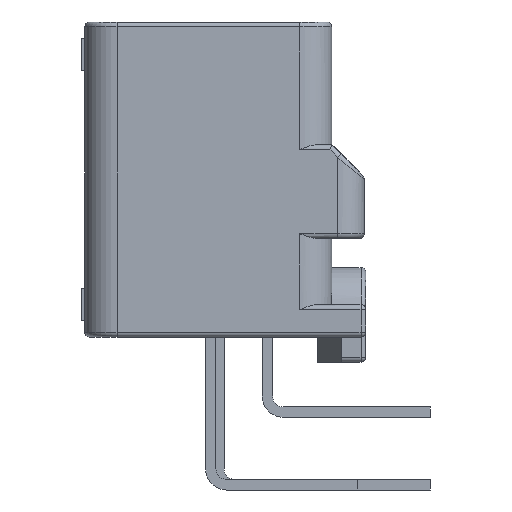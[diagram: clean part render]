
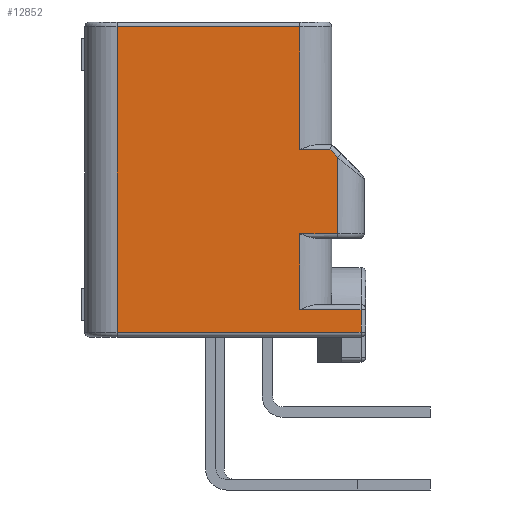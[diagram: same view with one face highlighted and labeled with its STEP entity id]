
A CAD part, left-side view. The second image highlights one B-rep face of the part: STEP entity #12852.
In plain terms, the highlighted planar face has unit normal (-1, 0, 0).
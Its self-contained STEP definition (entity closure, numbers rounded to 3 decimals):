
#493=DIRECTION('',(0.,0.,1.));
#494=VECTOR('',#493,4.726);
#495=CARTESIAN_POINT('',(-21.25,-7.35,-13.1));
#496=LINE('',#495,#494);
#497=DIRECTION('',(0.,-1.,0.));
#498=VECTOR('',#497,2.35);
#499=CARTESIAN_POINT('',(-21.25,-5.,-13.1));
#500=LINE('',#499,#498);
#501=DIRECTION('',(0.,0.,1.));
#502=VECTOR('',#501,4.7);
#503=CARTESIAN_POINT('',(-21.25,-5.,-17.8));
#504=LINE('',#503,#502);
#505=DIRECTION('',(0.,-1.,0.));
#506=VECTOR('',#505,3.8);
#507=CARTESIAN_POINT('',(-21.25,-5.,-17.8));
#508=LINE('',#507,#506);
#509=DIRECTION('',(0.,0.,-1.));
#510=VECTOR('',#509,1.4);
#511=CARTESIAN_POINT('',(-21.25,-8.8,-17.8));
#512=LINE('',#511,#510);
#513=DIRECTION('',(0.,-1.,0.));
#514=VECTOR('',#513,15.1);
#515=CARTESIAN_POINT('',(-21.25,6.3,-19.2));
#516=LINE('',#515,#514);
#517=DIRECTION('',(0.,-1.,0.));
#518=VECTOR('',#517,11.3);
#519=CARTESIAN_POINT('',(-21.25,6.3,-0.3));
#520=LINE('',#519,#518);
#521=DIRECTION('',(0.,1.,0.));
#522=VECTOR('',#521,1.876);
#523=CARTESIAN_POINT('',(-21.25,-6.876,-7.9));
#524=LINE('',#523,#522);
#525=DIRECTION('',(0.,0.707,0.707));
#526=VECTOR('',#525,0.671);
#527=CARTESIAN_POINT('',(-21.25,-7.35,-8.374));
#528=LINE('',#527,#526);
#1433=DIRECTION('',(0.,0.,-1.));
#1434=VECTOR('',#1433,18.9);
#1435=CARTESIAN_POINT('',(-21.25,6.3,-0.3));
#1436=LINE('',#1435,#1434);
#10008=DIRECTION('',(0.,0.,1.));
#10009=VECTOR('',#10008,7.6);
#10010=CARTESIAN_POINT('',(-21.25,-5.,-7.9));
#10011=LINE('',#10010,#10009);
#11870=CARTESIAN_POINT('',(-21.25,-7.35,-13.1));
#11871=CARTESIAN_POINT('',(-21.25,-7.35,-8.374));
#11872=VERTEX_POINT('',#11870);
#11873=VERTEX_POINT('',#11871);
#11874=CARTESIAN_POINT('',(-21.25,-6.876,-7.9));
#11875=VERTEX_POINT('',#11874);
#11880=CARTESIAN_POINT('',(-21.25,-5.,-17.8));
#11881=CARTESIAN_POINT('',(-21.25,-5.,-13.1));
#11882=VERTEX_POINT('',#11880);
#11883=VERTEX_POINT('',#11881);
#11946=CARTESIAN_POINT('',(-21.25,6.3,-0.3));
#11947=VERTEX_POINT('',#11946);
#11948=CARTESIAN_POINT('',(-21.25,-5.,-0.3));
#11949=VERTEX_POINT('',#11948);
#11960=CARTESIAN_POINT('',(-21.25,6.3,-19.2));
#11961=VERTEX_POINT('',#11960);
#12156=CARTESIAN_POINT('',(-21.25,-8.8,-19.2));
#12157=VERTEX_POINT('',#12156);
#12168=CARTESIAN_POINT('',(-21.25,-8.8,-17.8));
#12169=VERTEX_POINT('',#12168);
#12230=CARTESIAN_POINT('',(-21.25,-5.,-7.9));
#12231=VERTEX_POINT('',#12230);
#12824=CARTESIAN_POINT('',(-21.25,-7.,0.));
#12825=DIRECTION('',(-1.,0.,0.));
#12826=DIRECTION('',(0.,1.,0.));
#12827=AXIS2_PLACEMENT_3D('',#12824,#12825,#12826);
#12828=PLANE('',#12827);
#12830=ORIENTED_EDGE('',*,*,#12829,.F.);
#12832=ORIENTED_EDGE('',*,*,#12831,.F.);
#12834=ORIENTED_EDGE('',*,*,#12833,.F.);
#12836=ORIENTED_EDGE('',*,*,#12835,.T.);
#12838=ORIENTED_EDGE('',*,*,#12837,.T.);
#12840=ORIENTED_EDGE('',*,*,#12839,.F.);
#12842=ORIENTED_EDGE('',*,*,#12841,.F.);
#12843=ORIENTED_EDGE('',*,*,#12815,.T.);
#12845=ORIENTED_EDGE('',*,*,#12844,.F.);
#12847=ORIENTED_EDGE('',*,*,#12846,.F.);
#12849=ORIENTED_EDGE('',*,*,#12848,.F.);
#12850=EDGE_LOOP('',(#12830,#12832,#12834,#12836,#12838,#12840,#12842,#12843,
#12845,#12847,#12849));
#12851=FACE_OUTER_BOUND('',#12850,.F.);
#12815=EDGE_CURVE('',#11947,#11949,#520,.T.);
#12829=EDGE_CURVE('',#11872,#11873,#496,.T.);
#12831=EDGE_CURVE('',#11883,#11872,#500,.T.);
#12833=EDGE_CURVE('',#11882,#11883,#504,.T.);
#12835=EDGE_CURVE('',#11882,#12169,#508,.T.);
#12837=EDGE_CURVE('',#12169,#12157,#512,.T.);
#12839=EDGE_CURVE('',#11961,#12157,#516,.T.);
#12841=EDGE_CURVE('',#11947,#11961,#1436,.T.);
#12844=EDGE_CURVE('',#12231,#11949,#10011,.T.);
#12846=EDGE_CURVE('',#11875,#12231,#524,.T.);
#12848=EDGE_CURVE('',#11873,#11875,#528,.T.);
#12852=ADVANCED_FACE('',(#12851),#12828,.T.);
